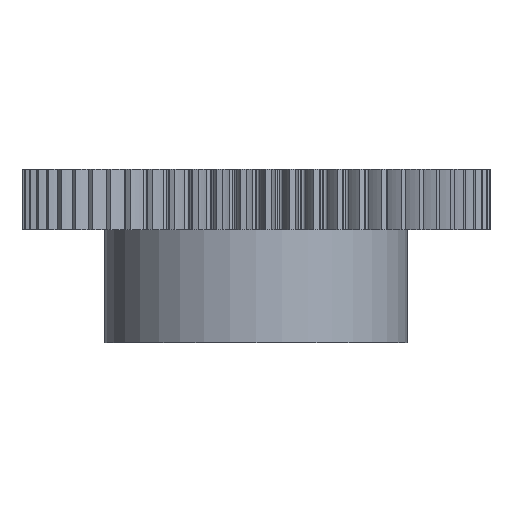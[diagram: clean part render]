
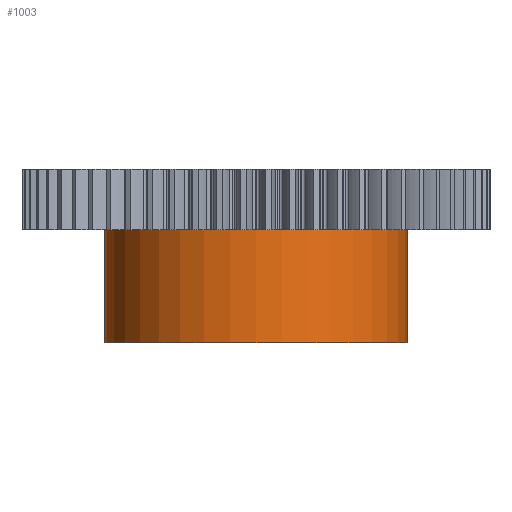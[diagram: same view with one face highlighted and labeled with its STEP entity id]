
A CAD part, front view. The second image highlights one B-rep face of the part: STEP entity #1003.
In plain terms, the highlighted cylindrical face has radius 40 mm (diameter 80 mm), a partial arc.
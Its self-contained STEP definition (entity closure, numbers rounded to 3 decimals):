
#999 = EDGE_LOOP ( 'NONE', ( #1009, #1002, #1007, #1058 ) ) ;
#1002 = ORIENTED_EDGE ( 'NONE', *, *, #1004, .T. ) ;
#1003 = ADVANCED_FACE ( 'NONE', ( #3407 ), #3409, .T. ) ;
#1004 = EDGE_CURVE ( 'NONE', #11605, #11541, #3455, .T. ) ;
#1007 = ORIENTED_EDGE ( 'NONE', *, *, #11611, .T. ) ;
#1009 = ORIENTED_EDGE ( 'NONE', *, *, #11539, .F. ) ;
#1058 = ORIENTED_EDGE ( 'NONE', *, *, #11026, .F. ) ;
#3398 = CARTESIAN_POINT ( 'NONE',  ( 0., 0., -30. ) ) ;
#3399 = AXIS2_PLACEMENT_3D ( 'NONE', #3398, #3415, #3414 ) ;
#3401 = CARTESIAN_POINT ( 'NONE',  ( 0., 0., -30. ) ) ;
#3407 = FACE_OUTER_BOUND ( 'NONE', #999, .T. ) ;
#3409 = CYLINDRICAL_SURFACE ( 'NONE', #3399, 40. ) ;
#3414 = DIRECTION ( 'NONE',  ( 1., 0., 0. ) ) ;
#3415 = DIRECTION ( 'NONE',  ( 0., 0., 1. ) ) ;
#3452 = DIRECTION ( 'NONE',  ( 1., 0., 0. ) ) ;
#3453 = DIRECTION ( 'NONE',  ( 0., 0., 1. ) ) ;
#3454 = AXIS2_PLACEMENT_3D ( 'NONE', #3401, #3453, #3452 ) ;
#3455 = CIRCLE ( 'NONE', #3454, 40. ) ;
#7217 = CIRCLE ( 'NONE', #7269, 40. ) ;
#7265 = DIRECTION ( 'NONE',  ( 1., 0., 0. ) ) ;
#7266 = DIRECTION ( 'NONE',  ( 0., 0., 1. ) ) ;
#7267 = CARTESIAN_POINT ( 'NONE',  ( 0., 0., 0. ) ) ;
#7269 = AXIS2_PLACEMENT_3D ( 'NONE', #7267, #7266, #7265 ) ;
#8044 = CARTESIAN_POINT ( 'NONE',  ( 40., 0., -30. ) ) ;
#8045 = DIRECTION ( 'NONE',  ( 0., 0., 1. ) ) ;
#8046 = VECTOR ( 'NONE', #8045, 1000. ) ;
#8059 = CARTESIAN_POINT ( 'NONE',  ( -40., 0., -30. ) ) ;
#8060 = LINE ( 'NONE', #8059, #8046 ) ;
#8156 = VECTOR ( 'NONE', #8221, 1000. ) ;
#8157 = CARTESIAN_POINT ( 'NONE',  ( 40., 0., -30. ) ) ;
#8165 = LINE ( 'NONE', #8157, #8156 ) ;
#8169 = CARTESIAN_POINT ( 'NONE',  ( 40., 0., 0. ) ) ;
#8177 = CARTESIAN_POINT ( 'NONE',  ( -40., 0., 0. ) ) ;
#8183 = CARTESIAN_POINT ( 'NONE',  ( -40., 0., -30. ) ) ;
#8221 = DIRECTION ( 'NONE',  ( 0., 0., 1. ) ) ;
#11026 = EDGE_CURVE ( 'NONE', #11603, #11609, #7217, .T. ) ;
#11539 = EDGE_CURVE ( 'NONE', #11605, #11603, #8060, .T. ) ;
#11541 = VERTEX_POINT ( 'NONE', #8044 ) ;
#11603 = VERTEX_POINT ( 'NONE', #8177 ) ;
#11605 = VERTEX_POINT ( 'NONE', #8183 ) ;
#11609 = VERTEX_POINT ( 'NONE', #8169 ) ;
#11611 = EDGE_CURVE ( 'NONE', #11541, #11609, #8165, .T. ) ;
